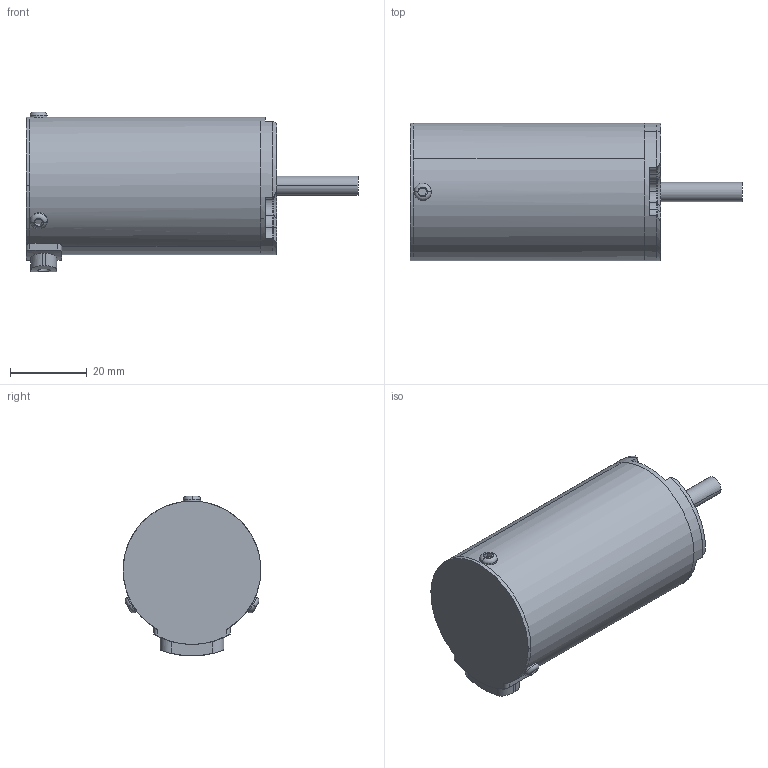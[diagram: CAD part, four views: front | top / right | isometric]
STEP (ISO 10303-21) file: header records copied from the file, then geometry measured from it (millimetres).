
FILE_DESCRIPTION(('CATIA V5 STEP Exchange'),'2;1');
FILE_NAME('Turnigy XK3665-2100KV Engine.stp','2020-05-02T13:18:37+00:00',('none'),('none'),'CATIA Version 5 Release 21 GA (IN-10)','CATIA V5 STEP AP203','none');
FILE_SCHEMA(('CONFIG_CONTROL_DESIGN'));
Length unit declared in the file: millimetre
Products named in the file (1): Turnigy XK3665-2100KV Engine
Bounding box: 86.8 x 36 x 41.8 mm (x, y, z)
Volume: 66643.9 mm3; surface area: 11893.3 mm2
Topology: 2 solids, 2 shells, 182 faces, 460 edges, 300 vertices
Faces by surface type: cylinder 94, plane 67, cone 15, torus 6
Entity records: 5209 total; most frequent: CARTESIAN_POINT 1104, ORIENTED_EDGE 920, DIRECTION 652, EDGE_CURVE 460, AXIS2_PLACEMENT_3D 316, VERTEX_POINT 300, VECTOR 224, LINE 224
